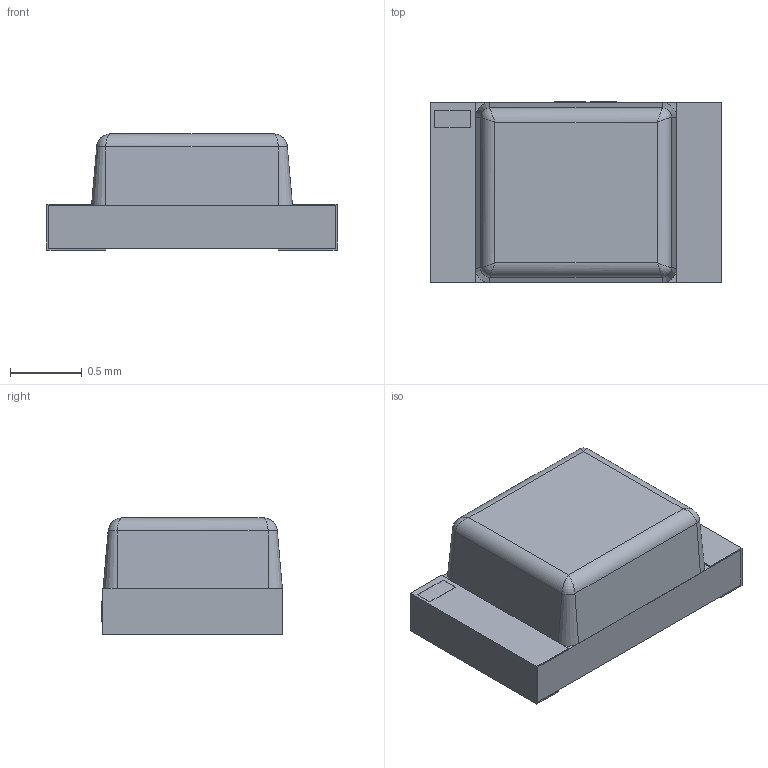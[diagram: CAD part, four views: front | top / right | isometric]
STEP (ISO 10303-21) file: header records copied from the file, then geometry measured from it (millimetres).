
FILE_DESCRIPTION (( 'STEP AP214' ), '1' );
FILE_NAME ('LED0805-RD_GREEN.step', '2022-07-08T13:31:19', ( '' ), ( '' ), 'SwSTEP 2.0', 'SolidWorks 2020', '' );
FILE_SCHEMA (( 'AUTOMOTIVE_DESIGN' ));
Length unit declared in the file: millimetre
Products named in the file (1): LED0805-RD_GREEN
Bounding box: 2.02 x 1.26 x 0.81 mm (x, y, z)
Volume: 1.6 mm3; surface area: 17.6 mm2
Topology: 4 solids, 4 shells, 345 faces, 919 edges, 606 vertices
Faces by surface type: plane 221, bspline 116, cone 4, cylinder 4
Entity records: 16517 total; most frequent: CARTESIAN_POINT 4899, ORIENTED_EDGE 1830, DIRECTION 1139, EDGE_CURVE 915, LINE 671, VECTOR 671, VERTEX_POINT 606, EDGE_LOOP 373
